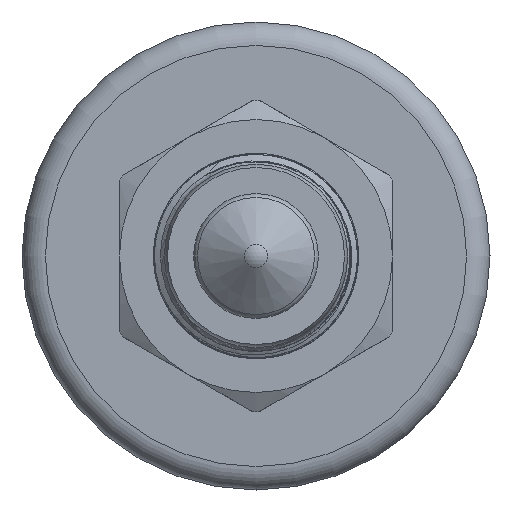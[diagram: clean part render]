
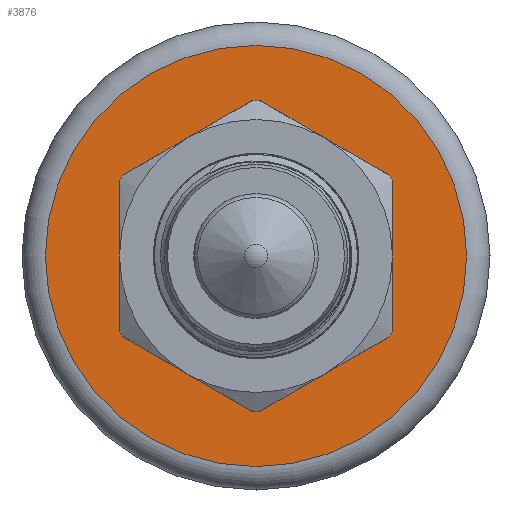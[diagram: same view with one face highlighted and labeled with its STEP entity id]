
A CAD part, left-side view. The second image highlights one B-rep face of the part: STEP entity #3876.
In plain terms, the highlighted planar face has unit normal (-1, 0, 0).
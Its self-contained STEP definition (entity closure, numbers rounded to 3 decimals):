
#23=FACE_BOUND('',#567,.T.);
#205=PLANE('',#4179);
#338=FACE_OUTER_BOUND('',#566,.T.);
#566=EDGE_LOOP('',(#2976));
#567=EDGE_LOOP('',(#2977));
#773=CIRCLE('',#4177,17.5);
#775=CIRCLE('',#4180,27.);
#1668=VERTEX_POINT('',#25083);
#1669=VERTEX_POINT('',#25087);
#2159=EDGE_CURVE('',#1668,#1668,#773,.T.);
#2161=EDGE_CURVE('',#1669,#1669,#775,.T.);
#2976=ORIENTED_EDGE('',*,*,#2161,.F.);
#2977=ORIENTED_EDGE('',*,*,#2159,.T.);
#3876=ADVANCED_FACE('',(#338,#23),#205,.T.);
#4177=AXIS2_PLACEMENT_3D('',#25084,#4790,#4791);
#4179=AXIS2_PLACEMENT_3D('',#25086,#4794,#4795);
#4180=AXIS2_PLACEMENT_3D('',#25088,#4796,#4797);
#4790=DIRECTION('center_axis',(1.,0.,0.));
#4791=DIRECTION('ref_axis',(0.,0.,-1.));
#4794=DIRECTION('center_axis',(-1.,0.,0.));
#4795=DIRECTION('ref_axis',(0.,0.,1.));
#4796=DIRECTION('center_axis',(1.,0.,0.));
#4797=DIRECTION('ref_axis',(0.,0.,-1.));
#25083=CARTESIAN_POINT('',(105.,0.,17.5));
#25084=CARTESIAN_POINT('Origin',(105.,0.,0.));
#25086=CARTESIAN_POINT('Origin',(105.,0.,-27.));
#25087=CARTESIAN_POINT('',(105.,0.,27.));
#25088=CARTESIAN_POINT('Origin',(105.,0.,0.));
